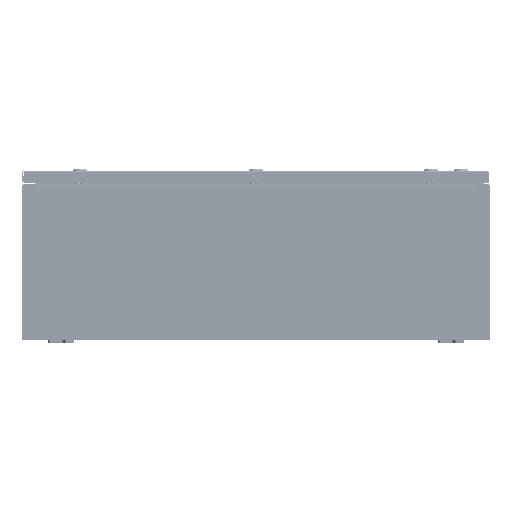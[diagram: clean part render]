
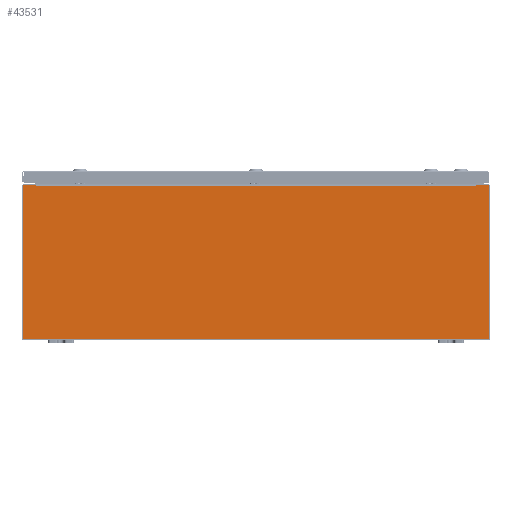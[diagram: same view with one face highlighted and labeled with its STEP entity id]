
A CAD part, front view. The second image highlights one B-rep face of the part: STEP entity #43531.
In plain terms, the highlighted face is planar.
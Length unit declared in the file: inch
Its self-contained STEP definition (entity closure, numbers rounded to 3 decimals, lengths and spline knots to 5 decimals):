
#604 = DIRECTION ( 'NONE',  ( 0., 1., 0. ) ) ;
#836 = DIRECTION ( 'NONE',  ( 0., 0., -1. ) ) ;
#1311 = PLANE ( 'NONE',  #40405 ) ;
#1885 = ORIENTED_EDGE ( 'NONE', *, *, #41205, .T. ) ;
#2185 = AXIS2_PLACEMENT_3D ( 'NONE', #68672, #63849, #24943 ) ;
#2557 = EDGE_CURVE ( 'NONE', #53159, #7022, #6890, .T. ) ;
#2965 = EDGE_CURVE ( 'NONE', #27079, #16897, #53358, .T. ) ;
#3121 = CARTESIAN_POINT ( 'NONE',  ( 16.8872, 0., 0. ) ) ;
#3837 = CARTESIAN_POINT ( 'NONE',  ( 16.8872, 0., 5.87495 ) ) ;
#6647 = DIRECTION ( 'NONE',  ( 0., 0., -1. ) ) ;
#6890 = CIRCLE ( 'NONE', #2185, 0.01867 ) ;
#7022 = VERTEX_POINT ( 'NONE', #62709 ) ;
#7956 = VECTOR ( 'NONE', #56961, 39.37008 ) ;
#9346 = VECTOR ( 'NONE', #16092, 39.37008 ) ;
#10011 = ORIENTED_EDGE ( 'NONE', *, *, #2965, .F. ) ;
#10437 = LINE ( 'NONE', #22630, #21228 ) ;
#10514 = EDGE_CURVE ( 'NONE', #22959, #38331, #24761, .T. ) ;
#11846 = CARTESIAN_POINT ( 'NONE',  ( -16.92455, 0., 0. ) ) ;
#12357 = CIRCLE ( 'NONE', #34228, 0.01867 ) ;
#13195 = ORIENTED_EDGE ( 'NONE', *, *, #18510, .F. ) ;
#14456 = CARTESIAN_POINT ( 'NONE',  ( -17.9253, 0., 5.9253 ) ) ;
#15605 = CARTESIAN_POINT ( 'NONE',  ( 16.92455, 0., 0. ) ) ;
#16092 = DIRECTION ( 'NONE',  ( 0., 0., 1. ) ) ;
#16573 = ORIENTED_EDGE ( 'NONE', *, *, #42117, .T. ) ;
#16897 = VERTEX_POINT ( 'NONE', #22011 ) ;
#17393 = CARTESIAN_POINT ( 'NONE',  ( -16.8872, 0., 5.9123 ) ) ;
#18439 = CARTESIAN_POINT ( 'NONE',  ( -17.9253, 0., -5.9253 ) ) ;
#18510 = EDGE_CURVE ( 'NONE', #33197, #27079, #12357, .T. ) ;
#20039 = VERTEX_POINT ( 'NONE', #18439 ) ;
#20272 = EDGE_CURVE ( 'NONE', #20039, #36525, #42157, .T. ) ;
#20926 = CARTESIAN_POINT ( 'NONE',  ( 16.92455, 0., 5.9253 ) ) ;
#21228 = VECTOR ( 'NONE', #836, 39.37008 ) ;
#22011 = CARTESIAN_POINT ( 'NONE',  ( 16.8872, 0., 5.9123 ) ) ;
#22109 = LINE ( 'NONE', #67678, #7956 ) ;
#22555 = CARTESIAN_POINT ( 'NONE',  ( -17.9253, 0., 5.9253 ) ) ;
#22630 = CARTESIAN_POINT ( 'NONE',  ( -16.8872, 0., 0. ) ) ;
#22959 = VERTEX_POINT ( 'NONE', #20926 ) ;
#23267 = CARTESIAN_POINT ( 'NONE',  ( 17.9253, 0., 5.9253 ) ) ;
#24223 = VERTEX_POINT ( 'NONE', #56886 ) ;
#24710 = EDGE_CURVE ( 'NONE', #38331, #32161, #59275, .T. ) ;
#24761 = LINE ( 'NONE', #22555, #26451 ) ;
#24779 = ORIENTED_EDGE ( 'NONE', *, *, #32887, .F. ) ;
#24943 = DIRECTION ( 'NONE',  ( 0., 0., -1. ) ) ;
#26369 = VECTOR ( 'NONE', #35567, 39.37008 ) ;
#26451 = VECTOR ( 'NONE', #54528, 39.37008 ) ;
#27079 = VERTEX_POINT ( 'NONE', #3837 ) ;
#27457 = EDGE_LOOP ( 'NONE', ( #24779, #60670, #30403, #16573, #10011, #13195, #45475, #56250, #53434, #63577, #62466, #1885 ) ) ;
#28046 = CARTESIAN_POINT ( 'NONE',  ( -16.92455, 0., 5.9253 ) ) ;
#29441 = CARTESIAN_POINT ( 'NONE',  ( 16.92455, 0., 5.87495 ) ) ;
#30403 = ORIENTED_EDGE ( 'NONE', *, *, #65686, .F. ) ;
#32161 = VERTEX_POINT ( 'NONE', #58618 ) ;
#32401 = CARTESIAN_POINT ( 'NONE',  ( 16.90588, 0., 5.87495 ) ) ;
#32555 = LINE ( 'NONE', #15605, #59121 ) ;
#32887 = EDGE_CURVE ( 'NONE', #7022, #57845, #39645, .T. ) ;
#33088 = CARTESIAN_POINT ( 'NONE',  ( 0., 0., 0. ) ) ;
#33197 = VERTEX_POINT ( 'NONE', #29441 ) ;
#34228 = AXIS2_PLACEMENT_3D ( 'NONE', #32401, #604, #37749 ) ;
#35567 = DIRECTION ( 'NONE',  ( 0., 0., 1. ) ) ;
#36525 = VERTEX_POINT ( 'NONE', #62881 ) ;
#37749 = DIRECTION ( 'NONE',  ( 0., 0., -1. ) ) ;
#37870 = CARTESIAN_POINT ( 'NONE',  ( 17.9253, 0., 5.9253 ) ) ;
#38024 = LINE ( 'NONE', #66508, #53768 ) ;
#38331 = VERTEX_POINT ( 'NONE', #37870 ) ;
#38442 = DIRECTION ( 'NONE',  ( 0., -1., 0. ) ) ;
#39645 = LINE ( 'NONE', #11846, #67927 ) ;
#40405 = AXIS2_PLACEMENT_3D ( 'NONE', #33088, #38442, #6647 ) ;
#41205 = EDGE_CURVE ( 'NONE', #36525, #57845, #22109, .T. ) ;
#42117 = EDGE_CURVE ( 'NONE', #24223, #16897, #61047, .T. ) ;
#42157 = LINE ( 'NONE', #14456, #26369 ) ;
#43531 = ADVANCED_FACE ( 'NONE', ( #48661 ), #1311, .F. ) ;
#44384 = DIRECTION ( 'NONE',  ( 0., 0., -1. ) ) ;
#45475 = ORIENTED_EDGE ( 'NONE', *, *, #48321, .F. ) ;
#48321 = EDGE_CURVE ( 'NONE', #22959, #33197, #32555, .T. ) ;
#48661 = FACE_OUTER_BOUND ( 'NONE', #27457, .T. ) ;
#48988 = DIRECTION ( 'NONE',  ( 0., 0., 1. ) ) ;
#49176 = DIRECTION ( 'NONE',  ( 1., 0., 0. ) ) ;
#50245 = VECTOR ( 'NONE', #49176, 39.37008 ) ;
#50705 = DIRECTION ( 'NONE',  ( -1., 0., 0. ) ) ;
#52729 = DIRECTION ( 'NONE',  ( 0., 0., -1. ) ) ;
#53159 = VERTEX_POINT ( 'NONE', #65716 ) ;
#53358 = LINE ( 'NONE', #3121, #9346 ) ;
#53434 = ORIENTED_EDGE ( 'NONE', *, *, #24710, .T. ) ;
#53768 = VECTOR ( 'NONE', #50705, 39.37008 ) ;
#54465 = EDGE_CURVE ( 'NONE', #32161, #20039, #38024, .T. ) ;
#54528 = DIRECTION ( 'NONE',  ( 1., 0., 0. ) ) ;
#56250 = ORIENTED_EDGE ( 'NONE', *, *, #10514, .T. ) ;
#56886 = CARTESIAN_POINT ( 'NONE',  ( -16.8872, 0., 5.9123 ) ) ;
#56961 = DIRECTION ( 'NONE',  ( 1., 0., 0. ) ) ;
#57845 = VERTEX_POINT ( 'NONE', #28046 ) ;
#58618 = CARTESIAN_POINT ( 'NONE',  ( 17.9253, 0., -5.9253 ) ) ;
#59121 = VECTOR ( 'NONE', #52729, 39.37008 ) ;
#59275 = LINE ( 'NONE', #23267, #60918 ) ;
#60670 = ORIENTED_EDGE ( 'NONE', *, *, #2557, .F. ) ;
#60918 = VECTOR ( 'NONE', #44384, 39.37008 ) ;
#61047 = LINE ( 'NONE', #17393, #50245 ) ;
#62466 = ORIENTED_EDGE ( 'NONE', *, *, #20272, .T. ) ;
#62709 = CARTESIAN_POINT ( 'NONE',  ( -16.92455, 0., 5.87495 ) ) ;
#62881 = CARTESIAN_POINT ( 'NONE',  ( -17.9253, 0., 5.9253 ) ) ;
#63577 = ORIENTED_EDGE ( 'NONE', *, *, #54465, .T. ) ;
#63849 = DIRECTION ( 'NONE',  ( 0., 1., 0. ) ) ;
#65686 = EDGE_CURVE ( 'NONE', #24223, #53159, #10437, .T. ) ;
#65716 = CARTESIAN_POINT ( 'NONE',  ( -16.8872, 0., 5.87495 ) ) ;
#66508 = CARTESIAN_POINT ( 'NONE',  ( -17.9253, 0., -5.9253 ) ) ;
#67678 = CARTESIAN_POINT ( 'NONE',  ( -17.9253, 0., 5.9253 ) ) ;
#67927 = VECTOR ( 'NONE', #48988, 39.37008 ) ;
#68672 = CARTESIAN_POINT ( 'NONE',  ( -16.90587, 0., 5.87495 ) ) ;
